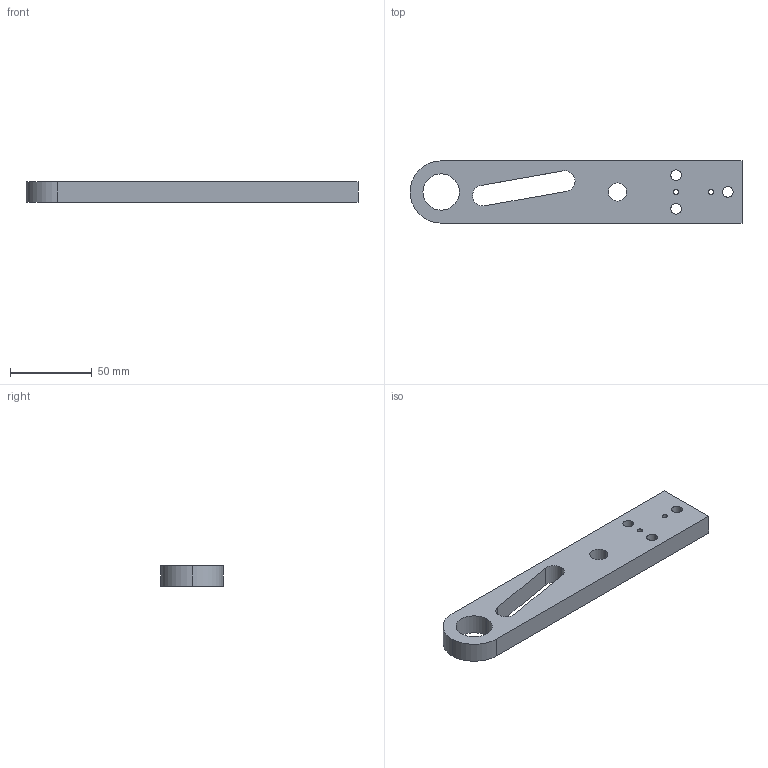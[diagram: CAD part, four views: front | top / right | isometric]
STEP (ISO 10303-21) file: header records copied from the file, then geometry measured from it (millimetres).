
FILE_DESCRIPTION(('produced by SPATIAL CORP'),'2;1');
FILE_NAME( 'linkage_arm_42.prt.hh.sat.stp','2002-04-19T11:22:24+00:00',( 'SPATIAL CORP'),('SPATIAL CORP'),'ACIS STEP Husk', 'http://www.spatial.com','SPATIAL CORP');
FILE_SCHEMA(('CONFIG_CONTROL_DESIGN'));
Length unit declared in the file: millimetre
Products named in the file (1): PRODUCT_ID_1
Bounding box: 203.2 x 38.1 x 12.7 mm (x, y, z)
Volume: 77954.3 mm3; surface area: 22736.3 mm2
Topology: 1 solids, 1 shells, 36 faces, 93 edges, 62 vertices
Faces by surface type: cylinder 26, plane 10
Entity records: 1201 total; most frequent: DIRECTION 199, ORIENTED_EDGE 186, CARTESIAN_POINT 182, EDGE_CURVE 93, AXIS2_PLACEMENT_3D 79, VERTEX_POINT 62, EDGE_LOOP 55, FACE_BOUND 55
